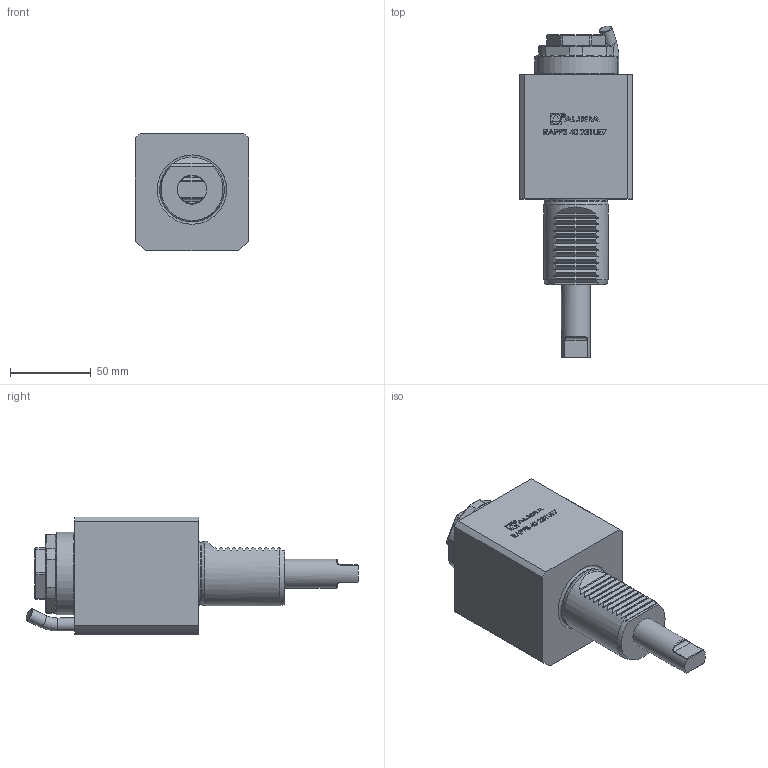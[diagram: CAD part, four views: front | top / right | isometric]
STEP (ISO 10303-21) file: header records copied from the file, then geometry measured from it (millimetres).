
FILE_DESCRIPTION (( 'STEP AP214' ), '1' );
FILE_NAME ('RAPPS40231UE7.STEP', '2026-03-13T11:06:47', ( '' ), ( '' ), 'SwSTEP 2.0', 'SolidWorks 2023', '' );
FILE_SCHEMA (( 'AUTOMOTIVE_DESIGN' ));
Length unit declared in the file: millimetre
Products named in the file (1): RAPPS40231UE7
Bounding box: 70 x 205.6 x 73 mm (x, y, z)
Volume: 505574 mm3; surface area: 44995.9 mm2
Topology: 1 solids, 1 shells, 446 faces, 1160 edges, 756 vertices
Faces by surface type: plane 285, bspline 77, cylinder 61, cone 20, torus 3
Full cylindrical faces by diameter (mm): 1.7 x1, 2.1 x1, 6.366 x1, 8 x2, 18 x1, 38.7 x1, 40 x1, 51 x1
Entity records: 21481 total; most frequent: CARTESIAN_POINT 8156, ORIENTED_EDGE 2274, DIRECTION 1756, EDGE_CURVE 1137, VECTOR 760, LINE 760, VERTEX_POINT 750, EDGE_LOOP 503
